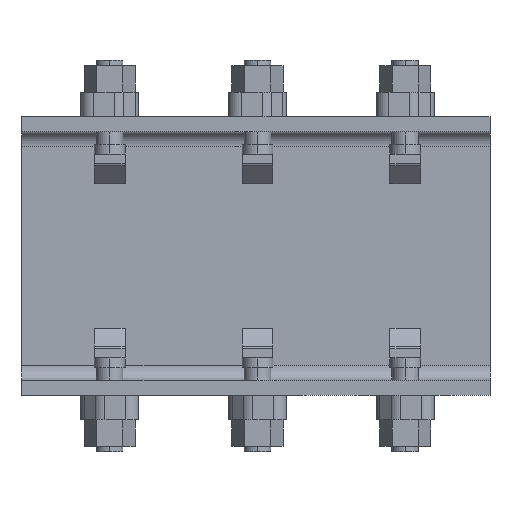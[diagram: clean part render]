
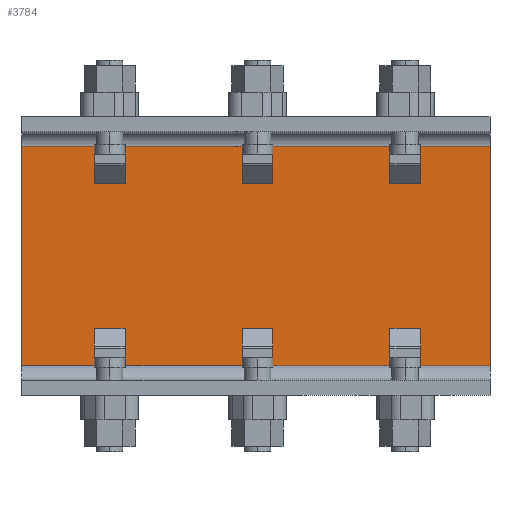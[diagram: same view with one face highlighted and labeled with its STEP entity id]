
A CAD part, front view. The second image highlights one B-rep face of the part: STEP entity #3784.
In plain terms, the highlighted planar face has unit normal (0, -1, 0).
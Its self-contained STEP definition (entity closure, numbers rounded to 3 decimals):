
#340 = LINE ( 'NONE', #8975, #13055 ) ;
#443 = VECTOR ( 'NONE', #14019, 1000. ) ;
#804 = DIRECTION ( 'NONE',  ( 0., 0., -1. ) ) ;
#1013 = LINE ( 'NONE', #4269, #443 ) ;
#1128 = DIRECTION ( 'NONE',  ( 1., 0., 0. ) ) ;
#1149 = DIRECTION ( 'NONE',  ( 0., -1., 0. ) ) ;
#1325 = DIRECTION ( 'NONE',  ( 0., 0., 1. ) ) ;
#1523 = EDGE_CURVE ( 'NONE', #5214, #12081, #13193, .T. ) ;
#1883 = VERTEX_POINT ( 'NONE', #7689 ) ;
#2249 = ORIENTED_EDGE ( 'NONE', *, *, #2729, .T. ) ;
#2357 = VERTEX_POINT ( 'NONE', #13091 ) ;
#2729 = EDGE_CURVE ( 'NONE', #1883, #5214, #4106, .T. ) ;
#3784 = ADVANCED_FACE ( 'NONE', ( #13004 ), #7575, .T. ) ;
#4106 = LINE ( 'NONE', #9571, #10791 ) ;
#4163 = CARTESIAN_POINT ( 'NONE',  ( -190., 80., 12. ) ) ;
#4269 = CARTESIAN_POINT ( 'NONE',  ( -190., 80., 101. ) ) ;
#5214 = VERTEX_POINT ( 'NONE', #4163 ) ;
#5460 = DIRECTION ( 'NONE',  ( -1., 0., 0. ) ) ;
#6527 = CARTESIAN_POINT ( 'NONE',  ( -190., 80., 107. ) ) ;
#7575 = PLANE ( 'NONE',  #11179 ) ;
#7689 = CARTESIAN_POINT ( 'NONE',  ( -190., 80., 101. ) ) ;
#8211 = EDGE_CURVE ( 'NONE', #1883, #2357, #1013, .T. ) ;
#8648 = EDGE_CURVE ( 'NONE', #12081, #2357, #340, .T. ) ;
#8975 = CARTESIAN_POINT ( 'NONE',  ( 0., 80., 12. ) ) ;
#9571 = CARTESIAN_POINT ( 'NONE',  ( -190., 80., 107. ) ) ;
#10791 = VECTOR ( 'NONE', #804, 1000. ) ;
#11179 = AXIS2_PLACEMENT_3D ( 'NONE', #6527, #1149, #5460 ) ;
#11312 = ORIENTED_EDGE ( 'NONE', *, *, #1523, .T. ) ;
#11678 = ORIENTED_EDGE ( 'NONE', *, *, #8648, .T. ) ;
#11908 = CARTESIAN_POINT ( 'NONE',  ( -190., 80., 12. ) ) ;
#12081 = VERTEX_POINT ( 'NONE', #13338 ) ;
#12644 = ORIENTED_EDGE ( 'NONE', *, *, #8211, .F. ) ;
#12870 = VECTOR ( 'NONE', #1128, 1000. ) ;
#13004 = FACE_OUTER_BOUND ( 'NONE', #13250, .T. ) ;
#13055 = VECTOR ( 'NONE', #1325, 1000. ) ;
#13091 = CARTESIAN_POINT ( 'NONE',  ( 0., 80., 101. ) ) ;
#13193 = LINE ( 'NONE', #11908, #12870 ) ;
#13250 = EDGE_LOOP ( 'NONE', ( #11312, #11678, #12644, #2249 ) ) ;
#13338 = CARTESIAN_POINT ( 'NONE',  ( 0., 80., 12. ) ) ;
#14019 = DIRECTION ( 'NONE',  ( 1., 0., 0. ) ) ;
